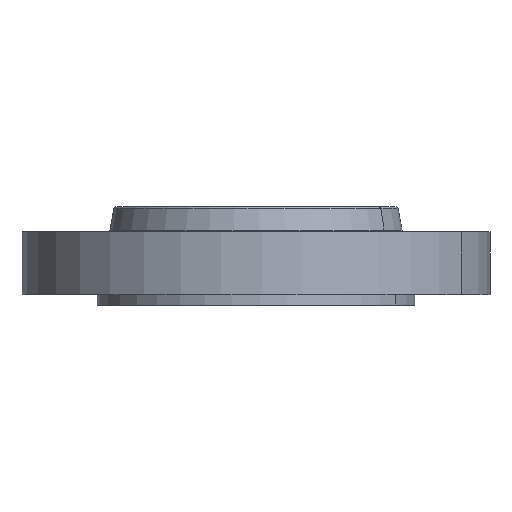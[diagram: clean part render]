
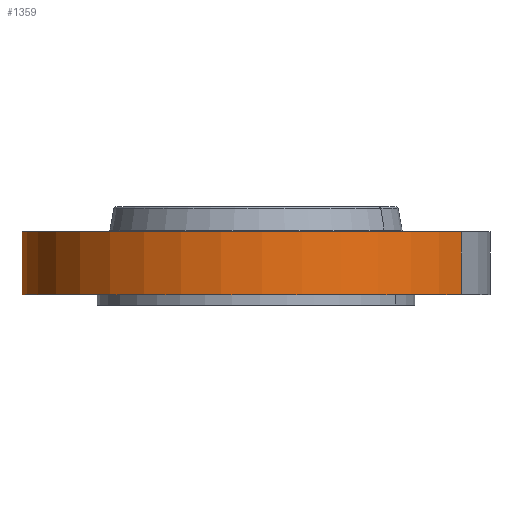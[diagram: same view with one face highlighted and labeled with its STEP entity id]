
A CAD part, left-side view. The second image highlights one B-rep face of the part: STEP entity #1359.
In plain terms, the highlighted cylindrical face has radius 177.8 mm (diameter 355.6 mm), a partial arc.
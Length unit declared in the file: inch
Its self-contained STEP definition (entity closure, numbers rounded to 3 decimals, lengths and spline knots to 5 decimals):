
#1048=AXIS2_PLACEMENT_3D('Circle Axis2P3D',#1046,#1047,$) ;
#1320=AXIS2_PLACEMENT_3D('Cylinder Axis2P3D',#1317,#1318,#1319) ;
#1350=AXIS2_PLACEMENT_3D('Circle Axis2P3D',#1348,#1349,$) ;
#1046=CARTESIAN_POINT('Axis2P3D Location',(0.,0.,0.)) ;
#1050=CARTESIAN_POINT('Vertex',(-3.35598,-6.14308,0.)) ;
#1052=CARTESIAN_POINT('Vertex',(3.35598,6.14308,0.)) ;
#1317=CARTESIAN_POINT('Axis2P3D Location',(0.,0.,1.15375)) ;
#1322=CARTESIAN_POINT('Line Origine',(3.35598,6.14308,0.94)) ;
#1326=CARTESIAN_POINT('Vertex',(3.35598,6.14308,1.88)) ;
#1333=CARTESIAN_POINT('Vertex',(-3.35598,-6.14308,1.88)) ;
#1336=CARTESIAN_POINT('Line Origine',(-3.35598,-6.14308,0.94)) ;
#1348=CARTESIAN_POINT('Axis2P3D Location',(0.,0.,1.88)) ;
#1047=DIRECTION('Axis2P3D Direction',(0.,0.,-0.039)) ;
#1318=DIRECTION('Axis2P3D Direction',(0.,0.,-0.039)) ;
#1319=DIRECTION('Axis2P3D XDirection',(-0.019,-0.035,0.)) ;
#1323=DIRECTION('Vector Direction',(0.,0.,-0.039)) ;
#1337=DIRECTION('Vector Direction',(0.,0.,-0.039)) ;
#1349=DIRECTION('Axis2P3D Direction',(0.,0.,-0.039)) ;
#1324=VECTOR('Line Direction',#1323,0.03937) ;
#1338=VECTOR('Line Direction',#1337,0.03937) ;
#1354=ORIENTED_EDGE('',*,*,#1054,.F.) ;
#1355=ORIENTED_EDGE('',*,*,#1340,.T.) ;
#1356=ORIENTED_EDGE('',*,*,#1352,.T.) ;
#1357=ORIENTED_EDGE('',*,*,#1328,.F.) ;
#1359=ADVANCED_FACE('PartBody',(#1358),#1321,.T.) ;
#1049=CIRCLE('generated circle',#1048,7.) ;
#1351=CIRCLE('generated circle',#1350,7.) ;
#1321=CYLINDRICAL_SURFACE('generated cylinder',#1320,7.) ;
#1054=EDGE_CURVE('',#1051,#1053,#1049,.T.) ;
#1328=EDGE_CURVE('',#1053,#1327,#1325,.F.) ;
#1340=EDGE_CURVE('',#1051,#1334,#1339,.F.) ;
#1352=EDGE_CURVE('',#1334,#1327,#1351,.T.) ;
#1353=EDGE_LOOP('',(#1354,#1355,#1356,#1357)) ;
#1358=FACE_OUTER_BOUND('',#1353,.T.) ;
#1325=LINE('Line',#1322,#1324) ;
#1339=LINE('Line',#1336,#1338) ;
#1051=VERTEX_POINT('',#1050) ;
#1053=VERTEX_POINT('',#1052) ;
#1327=VERTEX_POINT('',#1326) ;
#1334=VERTEX_POINT('',#1333) ;
